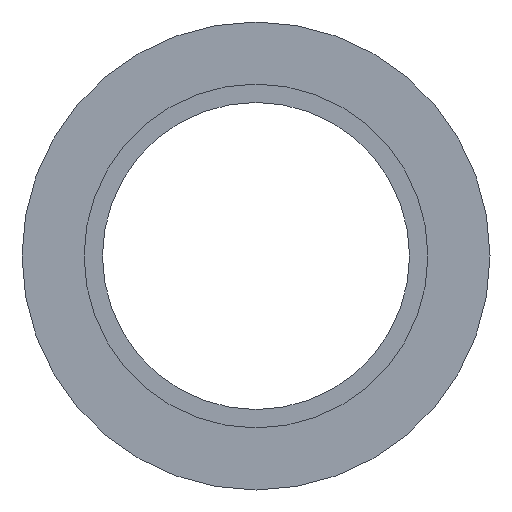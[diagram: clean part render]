
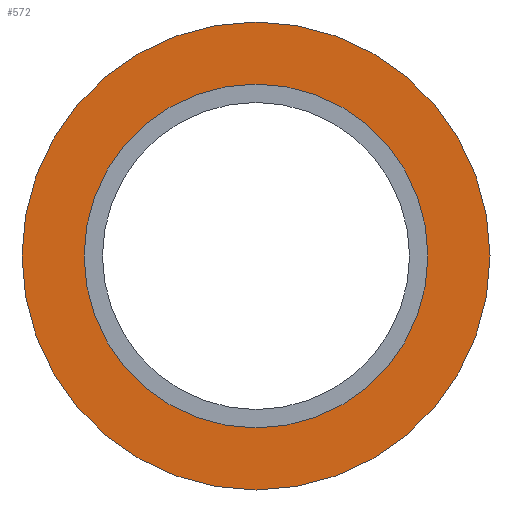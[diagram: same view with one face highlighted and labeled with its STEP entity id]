
A CAD part, front view. The second image highlights one B-rep face of the part: STEP entity #572.
In plain terms, the highlighted planar face has unit normal (0, -1, 0).
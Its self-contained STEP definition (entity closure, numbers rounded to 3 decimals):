
#8 = PLANE ( 'NONE',  #226 ) ;
#15 = ORIENTED_EDGE ( 'NONE', *, *, #262, .T. ) ;
#90 = CARTESIAN_POINT ( 'NONE',  ( 0., 0., 9.525 ) ) ;
#105 = DIRECTION ( 'NONE',  ( 0., 0., 1. ) ) ;
#112 = DIRECTION ( 'NONE',  ( 0., 0., 1. ) ) ;
#113 = AXIS2_PLACEMENT_3D ( 'NONE', #275, #530, #112 ) ;
#142 = CARTESIAN_POINT ( 'NONE',  ( 0., 0., 0. ) ) ;
#143 = DIRECTION ( 'NONE',  ( 0., 1., 0. ) ) ;
#156 = DIRECTION ( 'NONE',  ( 0., 0., 1. ) ) ;
#172 = ORIENTED_EDGE ( 'NONE', *, *, #496, .F. ) ;
#178 = CARTESIAN_POINT ( 'NONE',  ( 0., 0., -7. ) ) ;
#180 = ORIENTED_EDGE ( 'NONE', *, *, #331, .F. ) ;
#199 = DIRECTION ( 'NONE',  ( 0., 1., 0. ) ) ;
#200 = VERTEX_POINT ( 'NONE', #228 ) ;
#213 = VERTEX_POINT ( 'NONE', #178 ) ;
#226 = AXIS2_PLACEMENT_3D ( 'NONE', #437, #475, #156 ) ;
#228 = CARTESIAN_POINT ( 'NONE',  ( 0., 0., 7. ) ) ;
#255 = EDGE_LOOP ( 'NONE', ( #555, #15 ) ) ;
#262 = EDGE_CURVE ( 'NONE', #213, #200, #355, .T. ) ;
#266 = VERTEX_POINT ( 'NONE', #90 ) ;
#275 = CARTESIAN_POINT ( 'NONE',  ( 0., 0., 0. ) ) ;
#283 = DIRECTION ( 'NONE',  ( 0., 0., 1. ) ) ;
#316 = AXIS2_PLACEMENT_3D ( 'NONE', #521, #143, #105 ) ;
#321 = DIRECTION ( 'NONE',  ( 0., 0., 1. ) ) ;
#322 = CIRCLE ( 'NONE', #316, 7. ) ;
#331 = EDGE_CURVE ( 'NONE', #509, #266, #451, .T. ) ;
#355 = CIRCLE ( 'NONE', #378, 7. ) ;
#364 = EDGE_CURVE ( 'NONE', #200, #213, #322, .T. ) ;
#375 = CARTESIAN_POINT ( 'NONE',  ( 0., 0., 0. ) ) ;
#378 = AXIS2_PLACEMENT_3D ( 'NONE', #142, #566, #321 ) ;
#402 = CIRCLE ( 'NONE', #113, 9.525 ) ;
#437 = CARTESIAN_POINT ( 'NONE',  ( 7., 0., 0. ) ) ;
#451 = CIRCLE ( 'NONE', #613, 9.525 ) ;
#475 = DIRECTION ( 'NONE',  ( 0., 1., 0. ) ) ;
#496 = EDGE_CURVE ( 'NONE', #266, #509, #402, .T. ) ;
#509 = VERTEX_POINT ( 'NONE', #523 ) ;
#521 = CARTESIAN_POINT ( 'NONE',  ( 0., 0., 0. ) ) ;
#523 = CARTESIAN_POINT ( 'NONE',  ( 0., 0., -9.525 ) ) ;
#530 = DIRECTION ( 'NONE',  ( 0., 1., 0. ) ) ;
#536 = FACE_OUTER_BOUND ( 'NONE', #564, .T. ) ;
#555 = ORIENTED_EDGE ( 'NONE', *, *, #364, .T. ) ;
#564 = EDGE_LOOP ( 'NONE', ( #172, #180 ) ) ;
#566 = DIRECTION ( 'NONE',  ( 0., 1., 0. ) ) ;
#571 = FACE_BOUND ( 'NONE', #255, .T. ) ;
#572 = ADVANCED_FACE ( 'NONE', ( #536, #571 ), #8, .F. ) ;
#613 = AXIS2_PLACEMENT_3D ( 'NONE', #375, #199, #283 ) ;
